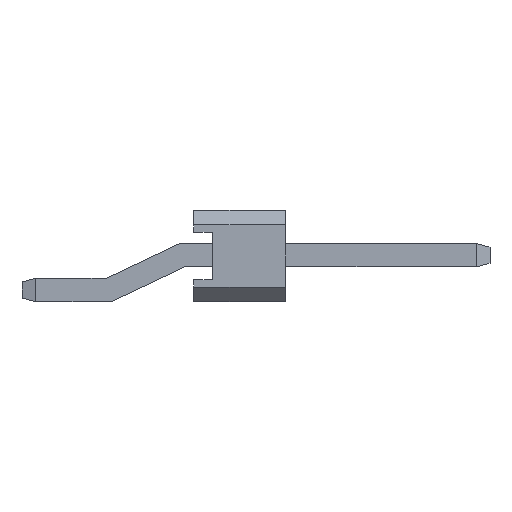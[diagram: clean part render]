
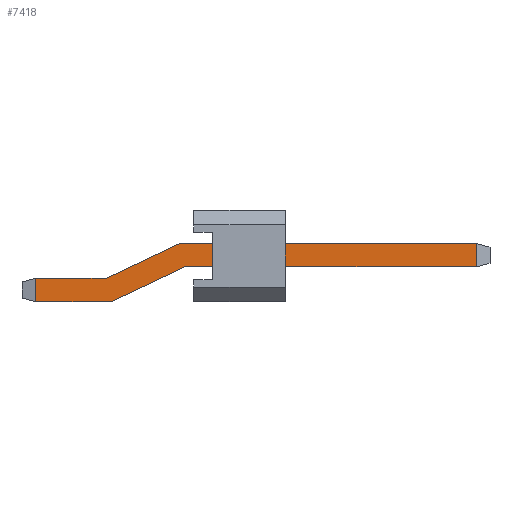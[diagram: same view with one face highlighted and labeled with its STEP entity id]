
A CAD part, front view. The second image highlights one B-rep face of the part: STEP entity #7418.
In plain terms, the highlighted planar face has unit normal (0, -1, 0).
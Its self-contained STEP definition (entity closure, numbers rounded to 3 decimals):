
#82=FACE_OUTER_BOUND('',#530,.T.);
#530=EDGE_LOOP('',(#4885,#4886,#4887,#4888,#4889,#4890,#4891,#4892));
#975=LINE('',#10327,#2039);
#984=LINE('',#10345,#2048);
#994=LINE('',#10365,#2058);
#997=LINE('',#10371,#2061);
#999=LINE('',#10376,#2063);
#1000=LINE('',#10377,#2064);
#1001=LINE('',#10379,#2065);
#1002=LINE('',#10380,#2066);
#2039=VECTOR('',#8362,10.);
#2048=VECTOR('',#8375,10.);
#2058=VECTOR('',#8393,10.);
#2061=VECTOR('',#8400,10.);
#2063=VECTOR('',#8406,10.);
#2064=VECTOR('',#8407,10.);
#2065=VECTOR('',#8408,10.);
#2066=VECTOR('',#8409,10.);
#3094=VERTEX_POINT('',#10307);
#3097=VERTEX_POINT('',#10315);
#3107=VERTEX_POINT('',#10344);
#3108=VERTEX_POINT('',#10349);
#3113=VERTEX_POINT('',#10360);
#3114=VERTEX_POINT('',#10370);
#3115=VERTEX_POINT('',#10375);
#3116=VERTEX_POINT('',#10378);
#3775=EDGE_CURVE('',#3094,#3097,#975,.T.);
#3784=EDGE_CURVE('',#3107,#3097,#984,.T.);
#3794=EDGE_CURVE('',#3108,#3113,#994,.T.);
#3797=EDGE_CURVE('',#3114,#3113,#997,.T.);
#3799=EDGE_CURVE('',#3094,#3115,#999,.T.);
#3800=EDGE_CURVE('',#3115,#3114,#1000,.T.);
#3801=EDGE_CURVE('',#3108,#3116,#1001,.T.);
#3802=EDGE_CURVE('',#3116,#3107,#1002,.T.);
#4885=ORIENTED_EDGE('',*,*,#3775,.F.);
#4886=ORIENTED_EDGE('',*,*,#3799,.T.);
#4887=ORIENTED_EDGE('',*,*,#3800,.T.);
#4888=ORIENTED_EDGE('',*,*,#3797,.T.);
#4889=ORIENTED_EDGE('',*,*,#3794,.F.);
#4890=ORIENTED_EDGE('',*,*,#3801,.T.);
#4891=ORIENTED_EDGE('',*,*,#3802,.T.);
#4892=ORIENTED_EDGE('',*,*,#3784,.T.);
#6970=PLANE('',#7907);
#7418=ADVANCED_FACE('',(#82),#6970,.T.);
#7907=AXIS2_PLACEMENT_3D('',#10374,#8404,#8405);
#8362=DIRECTION('',(0.,0.,1.));
#8375=DIRECTION('',(-1.,0.,0.));
#8393=DIRECTION('',(0.,0.,-1.));
#8400=DIRECTION('',(1.,0.,0.));
#8404=DIRECTION('center_axis',(0.,-1.,0.));
#8405=DIRECTION('ref_axis',(0.,0.,-1.));
#8406=DIRECTION('',(1.,0.,0.));
#8407=DIRECTION('',(0.903,0.,0.429));
#8408=DIRECTION('',(-1.,0.,0.));
#8409=DIRECTION('',(-0.903,0.,-0.429));
#10307=CARTESIAN_POINT('',(0.373,-0.32,0.));
#10315=CARTESIAN_POINT('',(0.373,-0.32,0.64));
#10327=CARTESIAN_POINT('',(0.373,-0.32,0.398));
#10344=CARTESIAN_POINT('',(2.3,-0.32,0.64));
#10345=CARTESIAN_POINT('',(0.,-0.32,0.64));
#10349=CARTESIAN_POINT('',(12.427,-0.32,1.59));
#10360=CARTESIAN_POINT('',(12.427,-0.32,0.95));
#10365=CARTESIAN_POINT('',(12.427,-0.32,1.193));
#10370=CARTESIAN_POINT('',(4.444,-0.32,0.95));
#10371=CARTESIAN_POINT('',(4.444,-0.32,0.95));
#10374=CARTESIAN_POINT('Origin',(6.4,-0.32,0.795));
#10375=CARTESIAN_POINT('',(2.444,-0.32,0.));
#10376=CARTESIAN_POINT('',(0.,-0.32,0.));
#10377=CARTESIAN_POINT('',(2.444,-0.32,0.));
#10378=CARTESIAN_POINT('',(4.3,-0.32,1.59));
#10379=CARTESIAN_POINT('',(4.3,-0.32,1.59));
#10380=CARTESIAN_POINT('',(2.3,-0.32,0.64));
